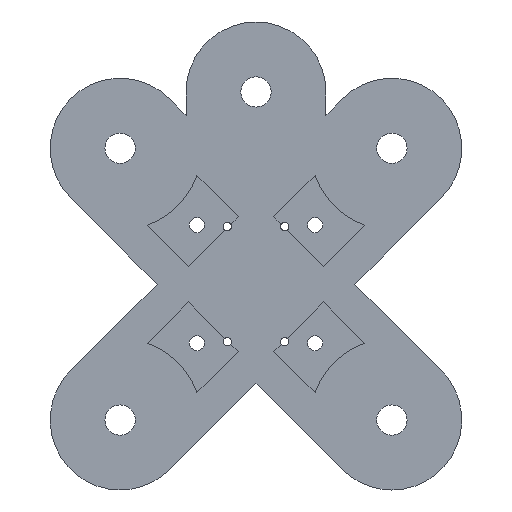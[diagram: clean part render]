
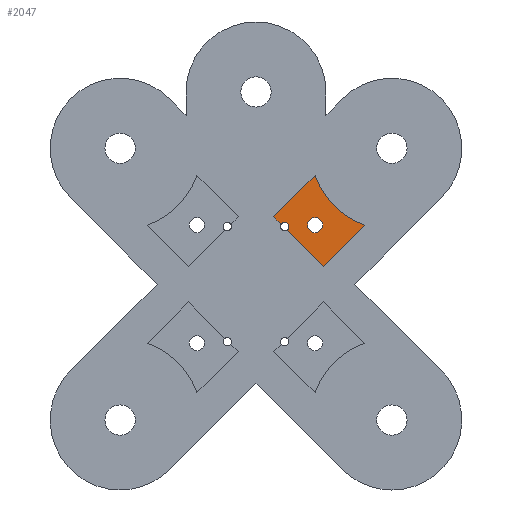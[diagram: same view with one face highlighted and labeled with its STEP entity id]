
A CAD part, front view. The second image highlights one B-rep face of the part: STEP entity #2047.
In plain terms, the highlighted planar face has unit normal (0, -1, 0).
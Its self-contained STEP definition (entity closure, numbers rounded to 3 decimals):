
#15 = LINE ( 'NONE', #1826, #400 ) ;
#64 = AXIS2_PLACEMENT_3D ( 'NONE', #1414, #1767, #844 ) ;
#67 = AXIS2_PLACEMENT_3D ( 'NONE', #357, #734, #1679 ) ;
#70 = VECTOR ( 'NONE', #1577, 1000. ) ;
#113 = EDGE_CURVE ( 'NONE', #2227, #1870, #1588, .T. ) ;
#127 = PLANE ( 'NONE',  #711 ) ;
#146 = CARTESIAN_POINT ( 'NONE',  ( 25.317, 2., 22.067 ) ) ;
#188 = ORIENTED_EDGE ( 'NONE', *, *, #1371, .T. ) ;
#199 = VECTOR ( 'NONE', #897, 1000. ) ;
#205 = VERTEX_POINT ( 'NONE', #1045 ) ;
#249 = CIRCLE ( 'NONE', #67, 35. ) ;
#301 = EDGE_CURVE ( 'NONE', #2385, #1485, #310, .T. ) ;
#309 = CARTESIAN_POINT ( 'NONE',  ( -10.607, 2., 10.607 ) ) ;
#310 = LINE ( 'NONE', #1099, #199 ) ;
#357 = CARTESIAN_POINT ( 'NONE',  ( 58.284, 2., 58.284 ) ) ;
#385 = VERTEX_POINT ( 'NONE', #146 ) ;
#387 = CARTESIAN_POINT ( 'NONE',  ( 12.275, 2., 24.675 ) ) ;
#400 = VECTOR ( 'NONE', #715, 1000. ) ;
#486 = EDGE_CURVE ( 'NONE', #2385, #1384, #2233, .T. ) ;
#502 = DIRECTION ( 'NONE',  ( 0., -1., 0. ) ) ;
#520 = CARTESIAN_POINT ( 'NONE',  ( 25.317, 2., 25.317 ) ) ;
#565 = DIRECTION ( 'NONE',  ( 0., -1., 0. ) ) ;
#631 = CARTESIAN_POINT ( 'NONE',  ( 18.246, 2., 18.246 ) ) ;
#636 = ORIENTED_EDGE ( 'NONE', *, *, #113, .T. ) ;
#640 = VERTEX_POINT ( 'NONE', #1751 ) ;
#668 = CARTESIAN_POINT ( 'NONE',  ( 10.794, 2., 25.698 ) ) ;
#711 = AXIS2_PLACEMENT_3D ( 'NONE', #1633, #502, #1853 ) ;
#715 = DIRECTION ( 'NONE',  ( 0.707, 0., 0.707 ) ) ;
#734 = DIRECTION ( 'NONE',  ( 0., -1., 0. ) ) ;
#745 = CIRCLE ( 'NONE', #64, 3.25 ) ;
#769 = ORIENTED_EDGE ( 'NONE', *, *, #301, .T. ) ;
#821 = FACE_BOUND ( 'NONE', #1188, .T. ) ;
#828 = EDGE_CURVE ( 'NONE', #205, #385, #2066, .T. ) ;
#844 = DIRECTION ( 'NONE',  ( 0., 0., -1. ) ) ;
#897 = DIRECTION ( 'NONE',  ( 0.707, 0., -0.707 ) ) ;
#940 = CARTESIAN_POINT ( 'NONE',  ( 28.853, 2., 7.639 ) ) ;
#941 = FACE_OUTER_BOUND ( 'NONE', #2151, .T. ) ;
#1023 = ORIENTED_EDGE ( 'NONE', *, *, #828, .F. ) ;
#1045 = CARTESIAN_POINT ( 'NONE',  ( 25.317, 2., 28.567 ) ) ;
#1099 = CARTESIAN_POINT ( 'NONE',  ( 18.246, 2., 18.246 ) ) ;
#1116 = DIRECTION ( 'NONE',  ( 0., -1., 0. ) ) ;
#1151 = EDGE_CURVE ( 'NONE', #385, #205, #745, .T. ) ;
#1188 = EDGE_LOOP ( 'NONE', ( #2181, #1023 ) ) ;
#1215 = ORIENTED_EDGE ( 'NONE', *, *, #1933, .T. ) ;
#1353 = VECTOR ( 'NONE', #2036, 1000. ) ;
#1371 = EDGE_CURVE ( 'NONE', #1485, #640, #15, .T. ) ;
#1384 = VERTEX_POINT ( 'NONE', #2021 ) ;
#1392 = AXIS2_PLACEMENT_3D ( 'NONE', #520, #1656, #2025 ) ;
#1414 = CARTESIAN_POINT ( 'NONE',  ( 25.317, 2., 25.317 ) ) ;
#1485 = VERTEX_POINT ( 'NONE', #940 ) ;
#1577 = DIRECTION ( 'NONE',  ( 0.707, 0., -0.707 ) ) ;
#1588 = LINE ( 'NONE', #631, #70 ) ;
#1633 = CARTESIAN_POINT ( 'NONE',  ( 0., 2., 0. ) ) ;
#1656 = DIRECTION ( 'NONE',  ( 0., -1., 0. ) ) ;
#1659 = ORIENTED_EDGE ( 'NONE', *, *, #2410, .F. ) ;
#1675 = DIRECTION ( 'NONE',  ( 0., 0., -1. ) ) ;
#1679 = DIRECTION ( 'NONE',  ( 0., 0., -1. ) ) ;
#1688 = CIRCLE ( 'NONE', #2333, 1.8 ) ;
#1726 = CARTESIAN_POINT ( 'NONE',  ( 7.639, 2., 28.853 ) ) ;
#1729 = VERTEX_POINT ( 'NONE', #1931 ) ;
#1751 = CARTESIAN_POINT ( 'NONE',  ( 46.53, 2., 25.317 ) ) ;
#1767 = DIRECTION ( 'NONE',  ( 0., -1., 0. ) ) ;
#1826 = CARTESIAN_POINT ( 'NONE',  ( 10.607, 2., -10.607 ) ) ;
#1837 = CARTESIAN_POINT ( 'NONE',  ( 13.298, 2., 23.194 ) ) ;
#1853 = DIRECTION ( 'NONE',  ( 0., 0., -1. ) ) ;
#1870 = VERTEX_POINT ( 'NONE', #668 ) ;
#1892 = ORIENTED_EDGE ( 'NONE', *, *, #486, .F. ) ;
#1931 = CARTESIAN_POINT ( 'NONE',  ( 25.317, 2., 46.53 ) ) ;
#1933 = EDGE_CURVE ( 'NONE', #1729, #2227, #2440, .T. ) ;
#2021 = CARTESIAN_POINT ( 'NONE',  ( 12.275, 2., 26.475 ) ) ;
#2025 = DIRECTION ( 'NONE',  ( 0., 0., -1. ) ) ;
#2036 = DIRECTION ( 'NONE',  ( -0.707, 0., -0.707 ) ) ;
#2045 = CARTESIAN_POINT ( 'NONE',  ( 12.275, 2., 24.675 ) ) ;
#2047 = ADVANCED_FACE ( 'NONE', ( #941, #821 ), #127, .T. ) ;
#2066 = CIRCLE ( 'NONE', #1392, 3.25 ) ;
#2067 = DIRECTION ( 'NONE',  ( 0., 0., -1. ) ) ;
#2127 = ORIENTED_EDGE ( 'NONE', *, *, #2128, .F. ) ;
#2128 = EDGE_CURVE ( 'NONE', #1384, #1870, #1688, .T. ) ;
#2151 = EDGE_LOOP ( 'NONE', ( #1892, #769, #188, #1659, #1215, #636, #2127 ) ) ;
#2181 = ORIENTED_EDGE ( 'NONE', *, *, #1151, .F. ) ;
#2227 = VERTEX_POINT ( 'NONE', #1726 ) ;
#2233 = CIRCLE ( 'NONE', #2446, 1.8 ) ;
#2333 = AXIS2_PLACEMENT_3D ( 'NONE', #2045, #1116, #1675 ) ;
#2385 = VERTEX_POINT ( 'NONE', #1837 ) ;
#2410 = EDGE_CURVE ( 'NONE', #1729, #640, #249, .T. ) ;
#2440 = LINE ( 'NONE', #309, #1353 ) ;
#2446 = AXIS2_PLACEMENT_3D ( 'NONE', #387, #565, #2067 ) ;
